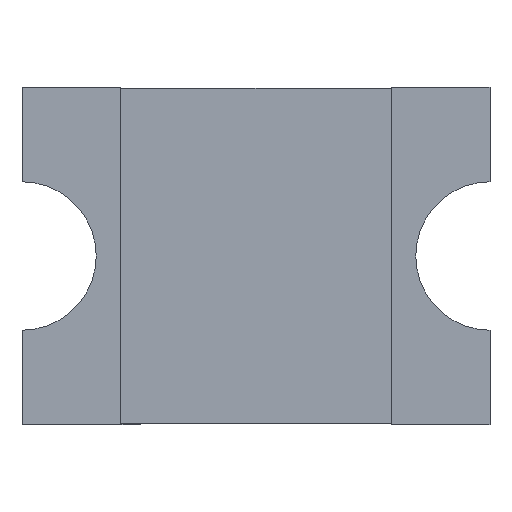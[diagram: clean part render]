
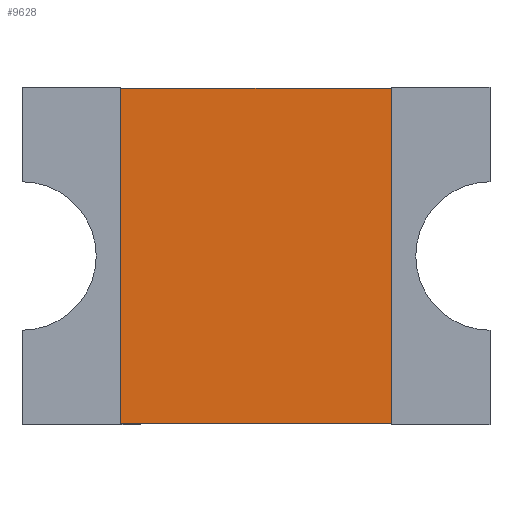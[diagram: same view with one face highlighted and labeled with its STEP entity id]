
A CAD part, front view. The second image highlights one B-rep face of the part: STEP entity #9628.
In plain terms, the highlighted planar face has unit normal (0, -1, 0).
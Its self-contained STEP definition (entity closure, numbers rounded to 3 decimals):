
#1596 = FACE_OUTER_BOUND ( 'NONE', #10930, .T. ) ;
#2509 = DIRECTION ( 'NONE',  ( 1., 0., 0. ) ) ;
#3495 = DIRECTION ( 'NONE',  ( 0., -1., 0. ) ) ;
#3523 = DIRECTION ( 'NONE',  ( 0., 0., -1. ) ) ;
#4049 = VERTEX_POINT ( 'NONE', #4948 ) ;
#4102 = CARTESIAN_POINT ( 'NONE',  ( -1.365, 0.1, 1.695 ) ) ;
#4778 = PLANE ( 'NONE',  #12162 ) ;
#4948 = CARTESIAN_POINT ( 'NONE',  ( -1.365, 0.1, 1.695 ) ) ;
#5030 = ORIENTED_EDGE ( 'NONE', *, *, #16832, .F. ) ;
#5310 = DIRECTION ( 'NONE',  ( -1., 0., 0. ) ) ;
#5680 = VECTOR ( 'NONE', #5310, 1000. ) ;
#7087 = EDGE_CURVE ( 'NONE', #4049, #9645, #17801, .T. ) ;
#8054 = DIRECTION ( 'NONE',  ( 0., 0., 1. ) ) ;
#8861 = VECTOR ( 'NONE', #8054, 1000. ) ;
#8935 = EDGE_CURVE ( 'NONE', #4049, #11580, #14333, .T. ) ;
#9461 = LINE ( 'NONE', #15935, #5680 ) ;
#9628 = ADVANCED_FACE ( 'NONE', ( #1596 ), #4778, .T. ) ;
#9645 = VERTEX_POINT ( 'NONE', #15492 ) ;
#9752 = CARTESIAN_POINT ( 'NONE',  ( -1.365, 0.1, 1.705 ) ) ;
#9844 = CARTESIAN_POINT ( 'NONE',  ( 1.365, 0.1, 1.705 ) ) ;
#10192 = ORIENTED_EDGE ( 'NONE', *, *, #17915, .T. ) ;
#10369 = VECTOR ( 'NONE', #3523, 1000. ) ;
#10630 = CARTESIAN_POINT ( 'NONE',  ( -1.365, 0.1, -1.705 ) ) ;
#10930 = EDGE_LOOP ( 'NONE', ( #17092, #5030, #10192, #16420 ) ) ;
#11580 = VERTEX_POINT ( 'NONE', #16064 ) ;
#12162 = AXIS2_PLACEMENT_3D ( 'NONE', #10630, #3495, #15202 ) ;
#12330 = VECTOR ( 'NONE', #2509, 1000. ) ;
#14333 = LINE ( 'NONE', #9752, #10369 ) ;
#15202 = DIRECTION ( 'NONE',  ( 0., 0., -1. ) ) ;
#15492 = CARTESIAN_POINT ( 'NONE',  ( 1.365, 0.1, 1.695 ) ) ;
#15709 = LINE ( 'NONE', #9844, #8861 ) ;
#15776 = VERTEX_POINT ( 'NONE', #16785 ) ;
#15935 = CARTESIAN_POINT ( 'NONE',  ( -1.365, 0.1, -1.695 ) ) ;
#16064 = CARTESIAN_POINT ( 'NONE',  ( -1.365, 0.1, -1.695 ) ) ;
#16420 = ORIENTED_EDGE ( 'NONE', *, *, #7087, .F. ) ;
#16785 = CARTESIAN_POINT ( 'NONE',  ( 1.365, 0.1, -1.695 ) ) ;
#16832 = EDGE_CURVE ( 'NONE', #15776, #11580, #9461, .T. ) ;
#17092 = ORIENTED_EDGE ( 'NONE', *, *, #8935, .T. ) ;
#17801 = LINE ( 'NONE', #4102, #12330 ) ;
#17915 = EDGE_CURVE ( 'NONE', #15776, #9645, #15709, .T. ) ;
